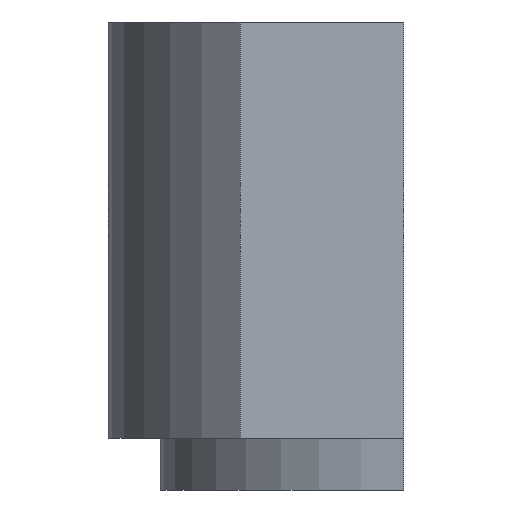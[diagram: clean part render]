
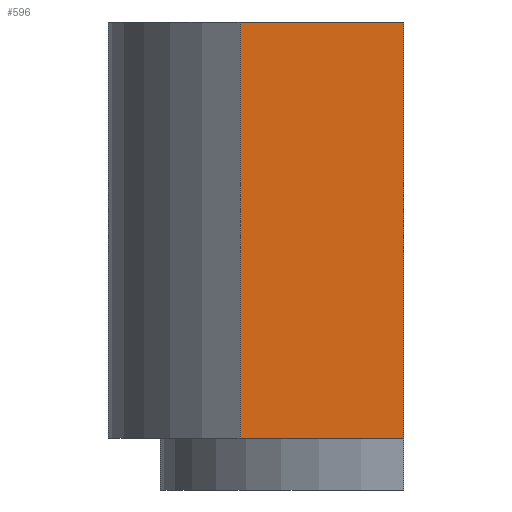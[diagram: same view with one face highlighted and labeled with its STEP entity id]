
A CAD part, left-side view. The second image highlights one B-rep face of the part: STEP entity #596.
In plain terms, the highlighted planar face has unit normal (-1, 0, 0).
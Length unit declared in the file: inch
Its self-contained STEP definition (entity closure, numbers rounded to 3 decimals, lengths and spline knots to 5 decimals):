
#338=CARTESIAN_POINT('',(-0.625,0.01969,0.0));
#339=VERTEX_POINT('',#338);
#346=CARTESIAN_POINT('',(-0.625,0.21654,0.0));
#347=VERTEX_POINT('',#346);
#348=CARTESIAN_POINT('',(-0.625,0.21654,0.0));
#349=DIRECTION('',(0.0,-1.0,0.0));
#350=VECTOR('',#349,0.19685);
#351=LINE('',#348,#350);
#352=EDGE_CURVE('',#347,#339,#351,.T.);
#387=CARTESIAN_POINT('',(-0.625,0.21654,0.5));
#388=VERTEX_POINT('',#387);
#395=CARTESIAN_POINT('',(-0.625,0.01969,0.5));
#396=VERTEX_POINT('',#395);
#397=CARTESIAN_POINT('',(-0.625,0.21654,0.5));
#398=DIRECTION('',(0.0,-1.0,0.0));
#399=VECTOR('',#398,0.19685);
#400=LINE('',#397,#399);
#401=EDGE_CURVE('',#388,#396,#400,.T.);
#575=CARTESIAN_POINT('',(-0.625,0.21654,0.0));
#576=DIRECTION('',(-1.0,0.0,0.0));
#577=DIRECTION('',(0.0,-1.0,0.0));
#578=AXIS2_PLACEMENT_3D('',#575,#576,#577);
#579=PLANE('',#578);
#580=ORIENTED_EDGE('',*,*,#352,.T.);
#581=CARTESIAN_POINT('',(-0.625,0.01969,0.0));
#582=DIRECTION('',(0.0,0.0,1.0));
#583=VECTOR('',#582,0.5);
#584=LINE('',#581,#583);
#585=EDGE_CURVE('',#339,#396,#584,.T.);
#586=ORIENTED_EDGE('',*,*,#585,.T.);
#587=ORIENTED_EDGE('',*,*,#401,.F.);
#588=CARTESIAN_POINT('',(-0.625,0.21654,0.0));
#589=DIRECTION('',(0.0,0.0,1.0));
#590=VECTOR('',#589,0.5);
#591=LINE('',#588,#590);
#592=EDGE_CURVE('',#347,#388,#591,.T.);
#593=ORIENTED_EDGE('',*,*,#592,.F.);
#594=EDGE_LOOP('',(#580,#586,#587,#593));
#595=FACE_OUTER_BOUND('',#594,.T.);
#596=ADVANCED_FACE('',(#595),#579,.T.);
